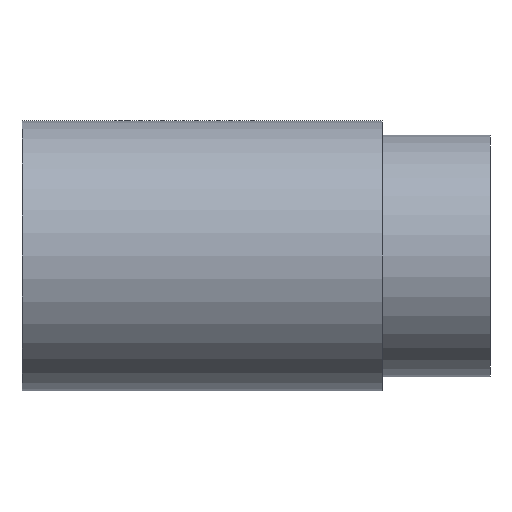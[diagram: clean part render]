
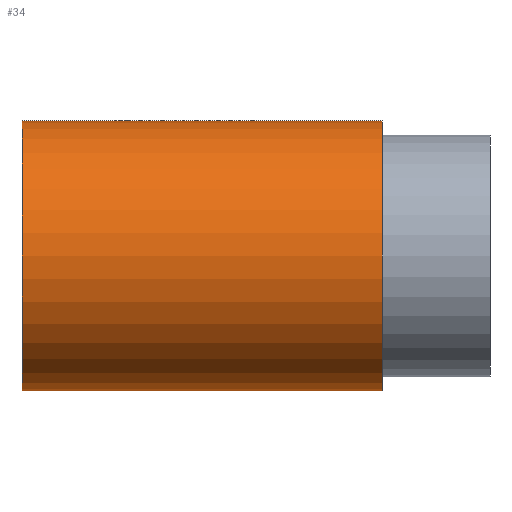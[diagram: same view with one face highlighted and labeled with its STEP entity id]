
A CAD part, left-side view. The second image highlights one B-rep face of the part: STEP entity #34.
In plain terms, the highlighted cylindrical face has radius 37.5 mm (diameter 75 mm), a partial arc.
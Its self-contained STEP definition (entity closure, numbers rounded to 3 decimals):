
#1 = CARTESIAN_POINT ( 'NONE',  ( 0., 0., 0. ) ) ;
#9 = LINE ( 'NONE', #317, #50 ) ;
#34 = ADVANCED_FACE ( 'NONE', ( #308 ), #226, .T. ) ;
#38 = AXIS2_PLACEMENT_3D ( 'NONE', #1, #267, #297 ) ;
#50 = VECTOR ( 'NONE', #124, 1000. ) ;
#69 = AXIS2_PLACEMENT_3D ( 'NONE', #150, #95, #127 ) ;
#71 = ORIENTED_EDGE ( 'NONE', *, *, #218, .T. ) ;
#80 = CIRCLE ( 'NONE', #38, 37.5 ) ;
#95 = DIRECTION ( 'NONE',  ( 0., 1., 0. ) ) ;
#96 = CARTESIAN_POINT ( 'NONE',  ( 0., 0., -37.5 ) ) ;
#123 = ORIENTED_EDGE ( 'NONE', *, *, #176, .T. ) ;
#124 = DIRECTION ( 'NONE',  ( 0., -1., 0. ) ) ;
#127 = DIRECTION ( 'NONE',  ( 0., 0., 1. ) ) ;
#148 = CARTESIAN_POINT ( 'NONE',  ( 0., 100., -37.5 ) ) ;
#150 = CARTESIAN_POINT ( 'NONE',  ( 0., 100., 0. ) ) ;
#174 = VERTEX_POINT ( 'NONE', #254 ) ;
#176 = EDGE_CURVE ( 'NONE', #248, #184, #80, .T. ) ;
#177 = ORIENTED_EDGE ( 'NONE', *, *, #256, .F. ) ;
#184 = VERTEX_POINT ( 'NONE', #207 ) ;
#191 = ORIENTED_EDGE ( 'NONE', *, *, #200, .F. ) ;
#200 = EDGE_CURVE ( 'NONE', #174, #209, #290, .T. ) ;
#207 = CARTESIAN_POINT ( 'NONE',  ( 0., 0., 37.5 ) ) ;
#209 = VERTEX_POINT ( 'NONE', #293 ) ;
#218 = EDGE_CURVE ( 'NONE', #174, #248, #238, .T. ) ;
#226 = CYLINDRICAL_SURFACE ( 'NONE', #263, 37.5 ) ;
#228 = DIRECTION ( 'NONE',  ( 0., 0., -1. ) ) ;
#238 = LINE ( 'NONE', #148, #286 ) ;
#248 = VERTEX_POINT ( 'NONE', #96 ) ;
#252 = EDGE_LOOP ( 'NONE', ( #177, #191, #71, #123 ) ) ;
#254 = CARTESIAN_POINT ( 'NONE',  ( 0., 100., -37.5 ) ) ;
#256 = EDGE_CURVE ( 'NONE', #209, #184, #9, .T. ) ;
#263 = AXIS2_PLACEMENT_3D ( 'NONE', #283, #310, #228 ) ;
#267 = DIRECTION ( 'NONE',  ( 0., 1., 0. ) ) ;
#283 = CARTESIAN_POINT ( 'NONE',  ( 0., 100., 0. ) ) ;
#286 = VECTOR ( 'NONE', #291, 1000. ) ;
#290 = CIRCLE ( 'NONE', #69, 37.5 ) ;
#291 = DIRECTION ( 'NONE',  ( 0., -1., 0. ) ) ;
#293 = CARTESIAN_POINT ( 'NONE',  ( 0., 100., 37.5 ) ) ;
#297 = DIRECTION ( 'NONE',  ( 0., 0., 1. ) ) ;
#308 = FACE_OUTER_BOUND ( 'NONE', #252, .T. ) ;
#310 = DIRECTION ( 'NONE',  ( 0., -1., 0. ) ) ;
#317 = CARTESIAN_POINT ( 'NONE',  ( 0., 100., 37.5 ) ) ;
